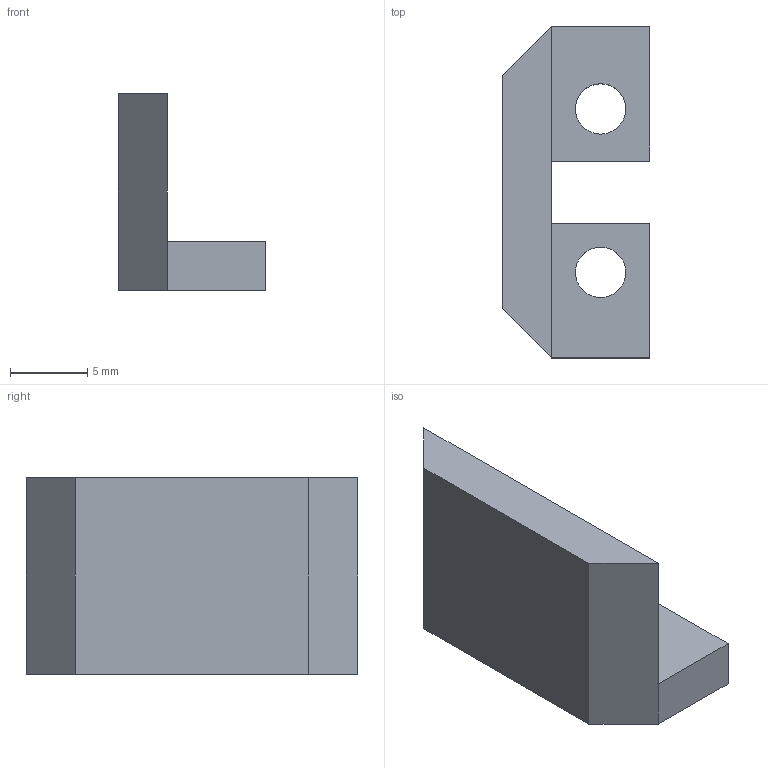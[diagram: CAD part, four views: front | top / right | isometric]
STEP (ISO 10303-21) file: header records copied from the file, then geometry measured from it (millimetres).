
FILE_DESCRIPTION (( 'STEP AP203' ), '1' );
FILE_NAME ('PR2107A_U1_Gantry_Stiffener_End_Wire_Cover_v1.STEP', '2023-10-23T20:44:38', ( '' ), ( '' ), 'SwSTEP 2.0', 'SolidWorks 2022', '' );
FILE_SCHEMA (( 'CONFIG_CONTROL_DESIGN' ));
Length unit declared in the file: inch
Products named in the file (1): PR2107A_U1_Gantry_Stiffener_End_Wire_Cover_v1
Bounding box: 9.53 x 21.4 x 12.7 mm (x, y, z)
Volume: 1033 mm3; surface area: 1026 mm2
Topology: 1 solids, 1 shells, 18 faces, 46 edges, 30 vertices
Faces by surface type: plane 14, cylinder 4
Entity records: 629 total; most frequent: CARTESIAN_POINT 95, DIRECTION 92, ORIENTED_EDGE 92, EDGE_CURVE 46, LINE 38, VECTOR 38, VERTEX_POINT 30, AXIS2_PLACEMENT_3D 27
